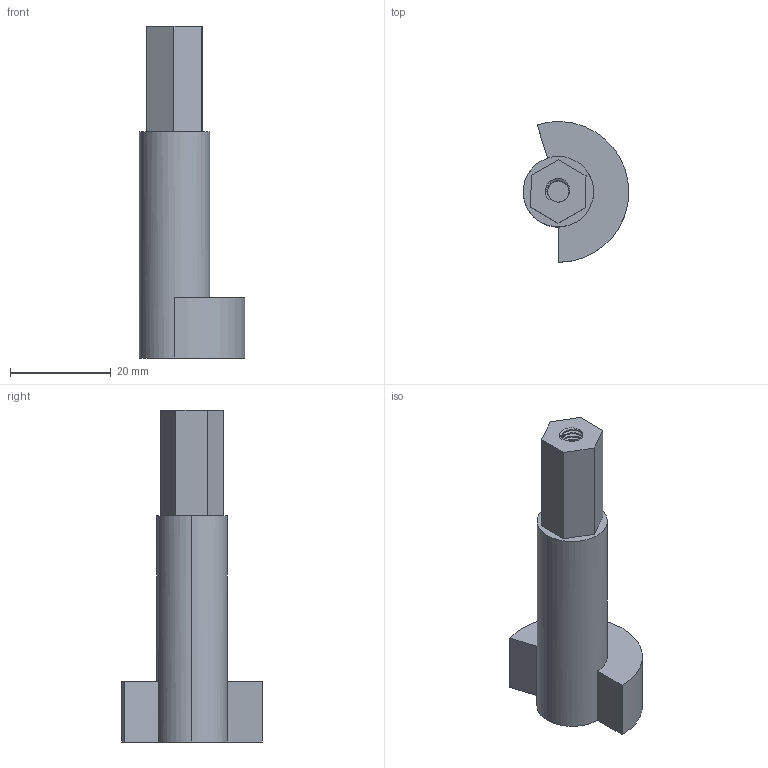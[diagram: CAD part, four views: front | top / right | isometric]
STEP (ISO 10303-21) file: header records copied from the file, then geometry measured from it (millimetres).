
FILE_DESCRIPTION (( 'STEP AP203' ), '1' );
FILE_NAME ('32992770Axetambourv2.STEP', '2022-05-17T10:43:31', ( '' ), ( '' ), 'SwSTEP 2.0', 'SolidWorks 2018', '' );
FILE_SCHEMA (( 'CONFIG_CONTROL_DESIGN' ));
Length unit declared in the file: millimetre
Products named in the file (1): 32992770Axetambourv2
Bounding box: 21 x 27.99 x 66 mm (x, y, z)
Volume: 7960.6 mm3; surface area: 5921.5 mm2
Topology: 1 solids, 1 shells, 72 faces, 201 edges, 134 vertices
Faces by surface type: cylinder 55, plane 14, bspline 3
Entity records: 12519 total; most frequent: CARTESIAN_POINT 10889, ORIENTED_EDGE 402, DIRECTION 253, EDGE_CURVE 201, VERTEX_POINT 134, AXIS2_PLACEMENT_3D 87, LINE 79, VECTOR 79
